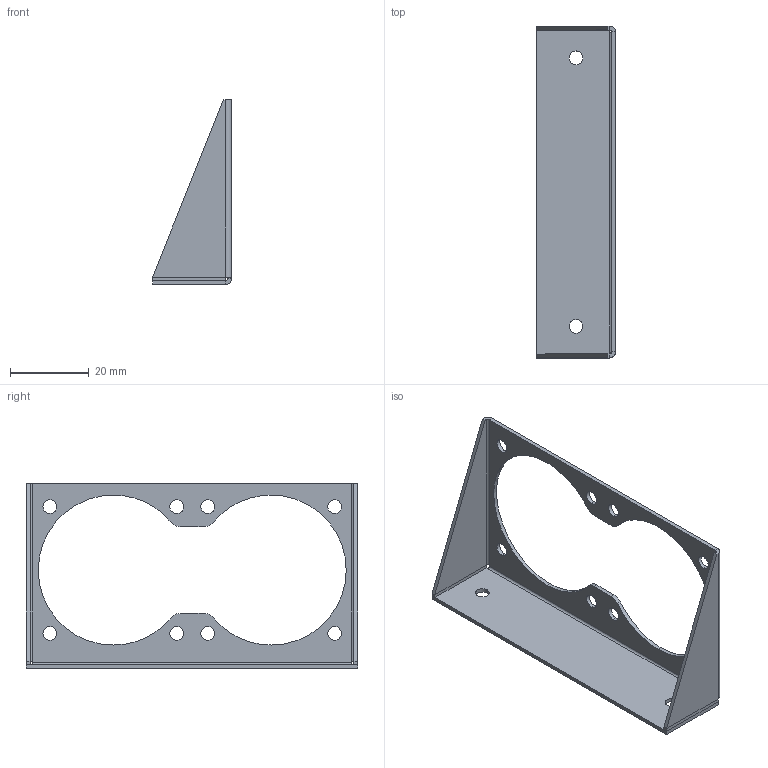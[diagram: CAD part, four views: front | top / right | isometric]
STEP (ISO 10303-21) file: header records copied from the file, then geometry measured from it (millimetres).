
FILE_DESCRIPTION (( 'STEP AP203' ), '1' );
FILE_NAME ('Radiator_Support.STEP', '2023-04-26T10:37:55', ( '' ), ( '' ), 'SwSTEP 2.0', 'SolidWorks 2018', '' );
FILE_SCHEMA (( 'CONFIG_CONTROL_DESIGN' ));
Length unit declared in the file: millimetre
Products named in the file (1): Radiator_Support
Bounding box: 20 x 84 x 46.85 mm (x, y, z)
Volume: 3923.4 mm3; surface area: 8593.2 mm2
Topology: 3 solids, 3 shells, 78 faces, 192 edges, 120 vertices
Faces by surface type: plane 42, cylinder 36
Entity records: 2413 total; most frequent: DIRECTION 422, CARTESIAN_POINT 391, ORIENTED_EDGE 384, EDGE_CURVE 192, AXIS2_PLACEMENT_3D 151, VERTEX_POINT 120, LINE 120, VECTOR 120
